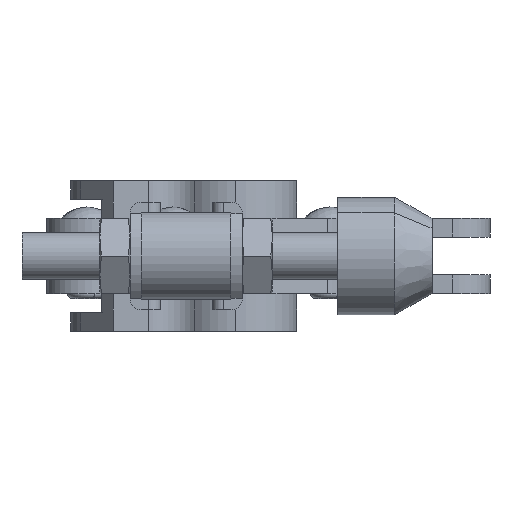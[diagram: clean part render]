
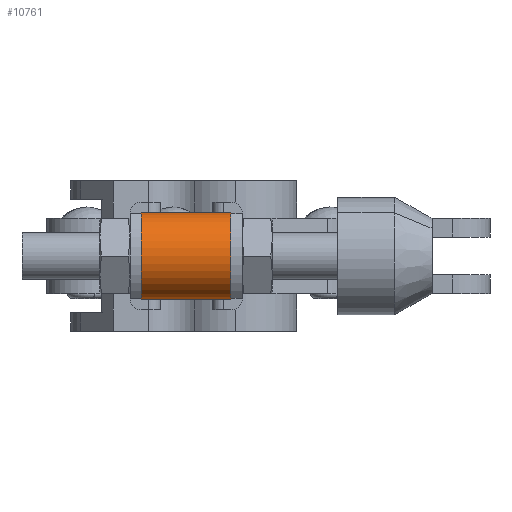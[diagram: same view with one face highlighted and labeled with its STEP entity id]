
A CAD part, left-side view. The second image highlights one B-rep face of the part: STEP entity #10761.
In plain terms, the highlighted cylindrical face has radius 4.65 mm (diameter 9.3 mm), a partial arc.
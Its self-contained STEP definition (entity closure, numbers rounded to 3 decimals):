
#427 = DIRECTION ( 'NONE',  ( -1., 0., 0. ) ) ;
#566 = CARTESIAN_POINT ( 'NONE',  ( -32.4, 27.49, 4.65 ) ) ;
#810 = EDGE_CURVE ( 'NONE', #2888, #6088, #9108, .T. ) ;
#1068 = FACE_OUTER_BOUND ( 'NONE', #12297, .T. ) ;
#1273 = AXIS2_PLACEMENT_3D ( 'NONE', #2638, #4550, #11220 ) ;
#2253 = CARTESIAN_POINT ( 'NONE',  ( -32.4, 47.49, 4.65 ) ) ;
#2638 = CARTESIAN_POINT ( 'NONE',  ( -32.4, 47.49, 0. ) ) ;
#2825 = AXIS2_PLACEMENT_3D ( 'NONE', #4077, #10743, #5038 ) ;
#2888 = VERTEX_POINT ( 'NONE', #9347 ) ;
#3057 = EDGE_CURVE ( 'NONE', #7676, #9728, #4209, .T. ) ;
#4077 = CARTESIAN_POINT ( 'NONE',  ( -32.4, 27.49, 0. ) ) ;
#4209 = CIRCLE ( 'NONE', #8120, 4.65 ) ;
#4248 = EDGE_CURVE ( 'NONE', #7676, #2888, #6419, .T. ) ;
#4408 = EDGE_CURVE ( 'NONE', #9728, #6088, #5368, .T. ) ;
#4550 = DIRECTION ( 'NONE',  ( 0., -1., 0. ) ) ;
#5038 = DIRECTION ( 'NONE',  ( 0., 0., -1. ) ) ;
#5368 = LINE ( 'NONE', #2253, #10132 ) ;
#6088 = VERTEX_POINT ( 'NONE', #566 ) ;
#6419 = LINE ( 'NONE', #11571, #11187 ) ;
#6515 = ORIENTED_EDGE ( 'NONE', *, *, #4408, .F. ) ;
#6704 = ORIENTED_EDGE ( 'NONE', *, *, #3057, .F. ) ;
#7676 = VERTEX_POINT ( 'NONE', #8699 ) ;
#8051 = DIRECTION ( 'NONE',  ( 0., 1., 0. ) ) ;
#8120 = AXIS2_PLACEMENT_3D ( 'NONE', #12123, #8051, #427 ) ;
#8358 = CYLINDRICAL_SURFACE ( 'NONE', #1273, 4.65 ) ;
#8442 = ORIENTED_EDGE ( 'NONE', *, *, #4248, .T. ) ;
#8699 = CARTESIAN_POINT ( 'NONE',  ( -32.4, 36.99, -4.65 ) ) ;
#9035 = DIRECTION ( 'NONE',  ( 0., -1., 0. ) ) ;
#9108 = CIRCLE ( 'NONE', #2825, 4.65 ) ;
#9347 = CARTESIAN_POINT ( 'NONE',  ( -32.4, 27.49, -4.65 ) ) ;
#9728 = VERTEX_POINT ( 'NONE', #10662 ) ;
#10132 = VECTOR ( 'NONE', #11755, 1000. ) ;
#10662 = CARTESIAN_POINT ( 'NONE',  ( -32.4, 36.99, 4.65 ) ) ;
#10743 = DIRECTION ( 'NONE',  ( 0., 1., 0. ) ) ;
#10761 = ADVANCED_FACE ( 'NONE', ( #1068 ), #8358, .T. ) ;
#11187 = VECTOR ( 'NONE', #9035, 1000. ) ;
#11220 = DIRECTION ( 'NONE',  ( 0., 0., -1. ) ) ;
#11571 = CARTESIAN_POINT ( 'NONE',  ( -32.4, 47.49, -4.65 ) ) ;
#11755 = DIRECTION ( 'NONE',  ( 0., -1., 0. ) ) ;
#11799 = ORIENTED_EDGE ( 'NONE', *, *, #810, .T. ) ;
#12123 = CARTESIAN_POINT ( 'NONE',  ( -32.4, 36.99, 0. ) ) ;
#12297 = EDGE_LOOP ( 'NONE', ( #6704, #8442, #11799, #6515 ) ) ;
